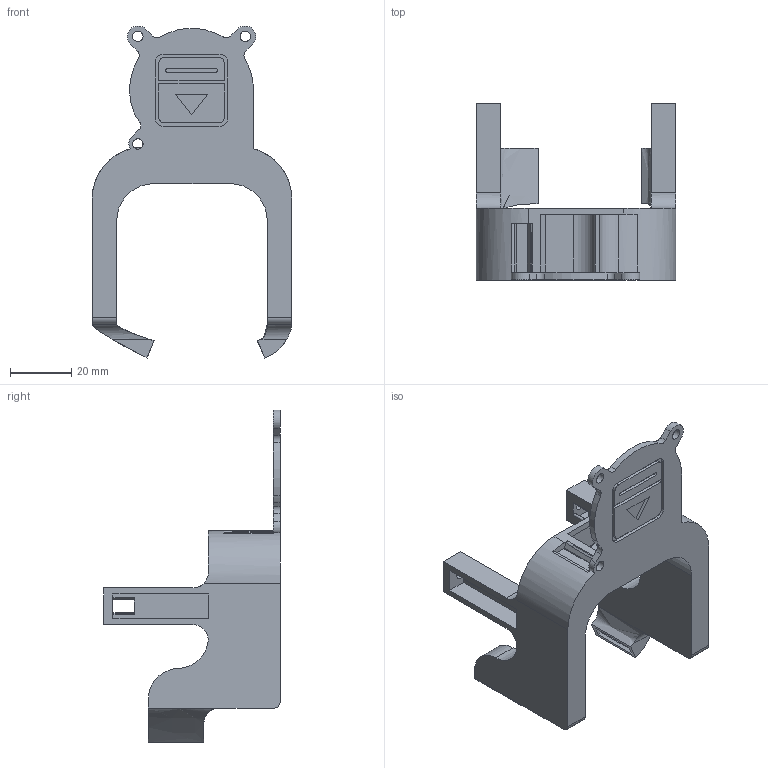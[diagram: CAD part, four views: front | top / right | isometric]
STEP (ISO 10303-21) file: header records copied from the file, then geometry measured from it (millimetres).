
FILE_DESCRIPTION(/* description */ (''),/* implementation_level */ '2;1');
FILE_NAME(/* name */ 'volcano.step',/* time_stamp */ '2020-03-24T13:00:53+08:00',/* author */ (''),/* organization */ (''),/* preprocessor_version */ 'ST-DEVELOPER v18',/* originating_system */ 'Autodesk Translation Framework v8.12.0.6',/* authorisation */ '');
FILE_SCHEMA (('AUTOMOTIVE_DESIGN { 1 0 10303 214 3 1 1 }'));
Length unit declared in the file: millimetre
Products named in the file (2): SK-Go fan duct v2; fan duct
Assembly tree (1 placements, depth 2):
  SK-Go fan duct v2
    fan duct
Bounding box: 65 x 57.45 x 108.08 mm (x, y, z)
Volume: 22738.2 mm3; surface area: 29136.5 mm2
Topology: 1 solids, 1 shells, 176 faces, 517 edges, 344 vertices
Faces by surface type: plane 99, cylinder 69, bspline 8
Full cylindrical faces by diameter (mm): 3.4 x3
Entity records: 6290 total; most frequent: CARTESIAN_POINT 1465, ORIENTED_EDGE 1034, DIRECTION 965, EDGE_CURVE 517, VERTEX_POINT 344, LINE 341, VECTOR 341, AXIS2_PLACEMENT_3D 312
